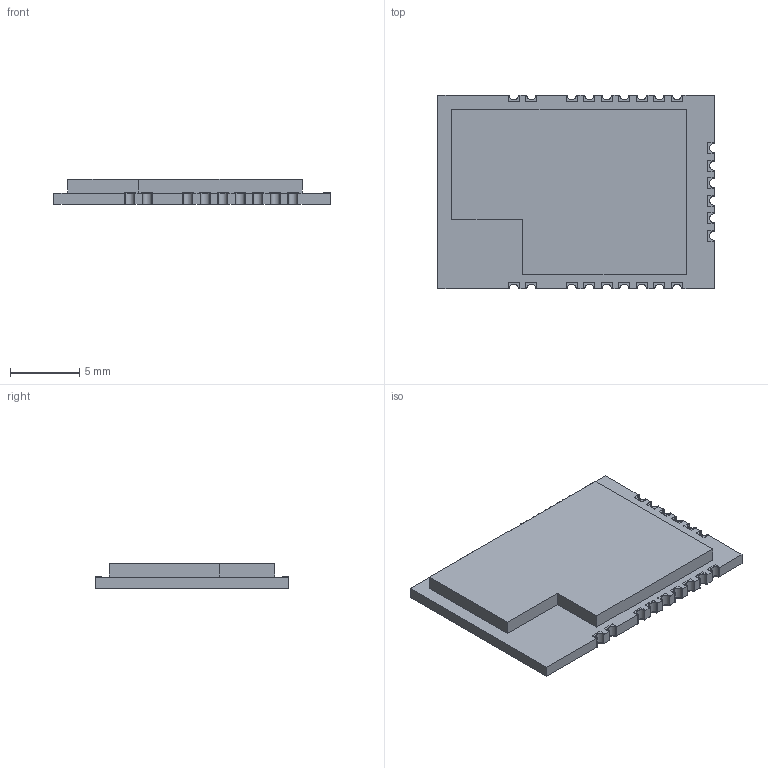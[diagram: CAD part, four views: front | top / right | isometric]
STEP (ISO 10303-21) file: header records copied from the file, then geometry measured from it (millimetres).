
FILE_DESCRIPTION(('STEP AP214'),'1');
FILE_NAME('E70-868T14S2.stp','2019-08-10T21:12:18',(' '),(' '),'Spatial InterOp 3D',' ',' ');
FILE_SCHEMA(('AUTOMOTIVE_DESIGN { 1 0 10303 214 1 1 1 1 }'));
Length unit declared in the file: metre
Products named in the file (14): E70-868T14S2; Массив; pin; Массив2; Массив3; Массив22; pin2; Массив4; Массив32; Массив33; Компонент1; pins; Shield
Assembly tree (34 placements, depth 5):
  E70-868T14S2
    E70-868T14S2
    Массив
      pin  x6
      Массив2
        pin
        Массив3
          pin  x2
    Массив22
      pin2  x6
      Массив32
        Массив4
          pin2  x2
        pin2
    pins
      Массив33
        Компонент1  x6
    Shield
Bounding box: 20 x 14 x 1.83 mm (x, y, z)
Volume: 405 mm3; surface area: 1123.9 mm2
Topology: 26 solids, 26 shells, 398 faces, 1038 edges, 692 vertices
Faces by surface type: plane 326, cylinder 72
Entity records: 3834 total; most frequent: DIRECTION 636, CARTESIAN_POINT 617, ORIENTED_EDGE 564, EDGE_CURVE 282, LINE 222, VECTOR 222, AXIS2_PLACEMENT_3D 207, VERTEX_POINT 188
